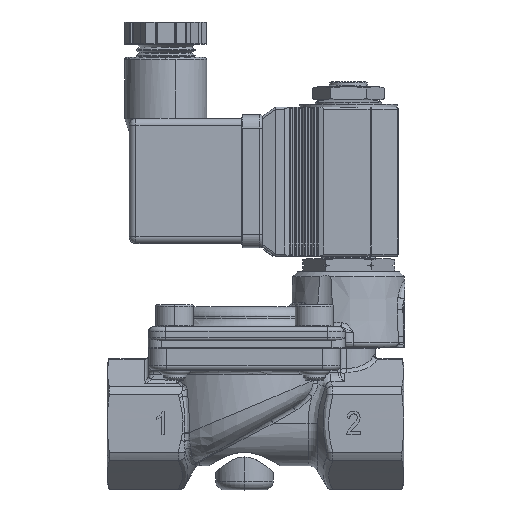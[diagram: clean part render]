
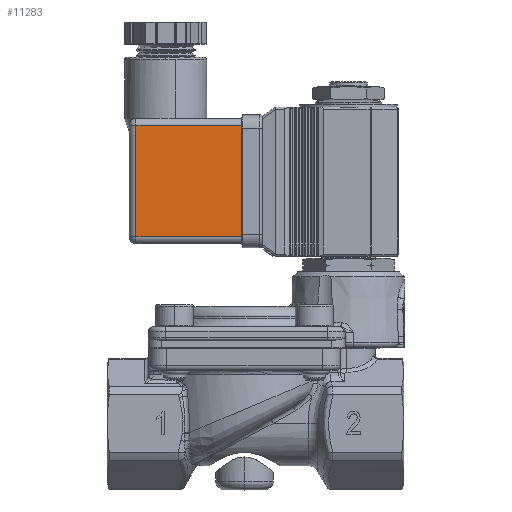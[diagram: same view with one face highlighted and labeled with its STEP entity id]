
A CAD part, top view. The second image highlights one B-rep face of the part: STEP entity #11283.
In plain terms, the highlighted planar face has unit normal (0, 0, 1).
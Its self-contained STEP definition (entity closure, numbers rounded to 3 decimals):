
#473=PLANE('',#23234);
#2143=FACE_OUTER_BOUND('',#3522,.F.);
#3522=EDGE_LOOP('',(#7879,#7880,#7881,#7882));
#7879=ORIENTED_EDGE('',*,*,#18770,.F.);
#7880=ORIENTED_EDGE('',*,*,#18798,.T.);
#7881=ORIENTED_EDGE('',*,*,#18709,.F.);
#7882=ORIENTED_EDGE('',*,*,#18799,.F.);
#11283=ADVANCED_FACE('',(#2143),#473,.T.);
#13670=LINE('',#59042,#15007);
#13693=LINE('',#59103,#15030);
#13708=LINE('',#59131,#15045);
#13709=LINE('',#59132,#15046);
#15007=VECTOR('',#27217,25.2);
#15030=VECTOR('',#27316,25.2);
#15045=VECTOR('',#27357,23.85);
#15046=VECTOR('',#27358,23.85);
#18709=EDGE_CURVE('',#20854,#20856,#13670,.T.);
#18770=EDGE_CURVE('',#20816,#20818,#13693,.T.);
#18798=EDGE_CURVE('',#20816,#20856,#13708,.T.);
#18799=EDGE_CURVE('',#20818,#20854,#13709,.T.);
#20816=VERTEX_POINT('',#57603);
#20818=VERTEX_POINT('',#57605);
#20854=VERTEX_POINT('',#57641);
#20856=VERTEX_POINT('',#57643);
#23234=AXIS2_PLACEMENT_3D('',#59563,#27793,#27794);
#27217=DIRECTION('',(0.,1.,0.));
#27316=DIRECTION('',(0.,-1.,0.));
#27357=DIRECTION('',(1.,0.,0.));
#27358=DIRECTION('',(1.,0.,0.));
#27793=DIRECTION('',(0.,0.,1.));
#27794=DIRECTION('',(1.,0.,0.));
#57603=CARTESIAN_POINT('',(-24.5,49.35,10.5));
#57605=CARTESIAN_POINT('',(-24.5,24.15,10.5));
#57641=CARTESIAN_POINT('',(-0.65,24.15,10.5));
#57643=CARTESIAN_POINT('',(-0.65,49.35,10.5));
#59042=CARTESIAN_POINT('',(-0.65,24.15,10.5));
#59103=CARTESIAN_POINT('',(-24.5,49.35,10.5));
#59131=CARTESIAN_POINT('',(-24.5,49.35,10.5));
#59132=CARTESIAN_POINT('',(-24.5,24.15,10.5));
#59563=CARTESIAN_POINT('',(-25.76,22.89,10.5));
